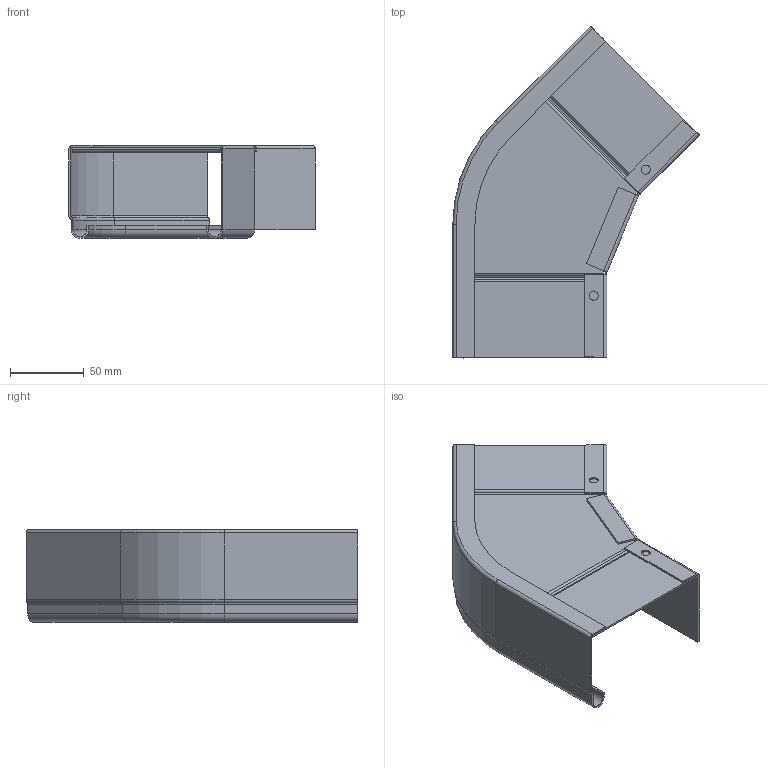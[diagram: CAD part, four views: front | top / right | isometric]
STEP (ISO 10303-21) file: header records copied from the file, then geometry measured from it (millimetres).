
FILE_DESCRIPTION (( 'STEP AP214' ), '1' );
FILE_NAME ('6041040_KSTP1.stp', '2018-05-30T06:13:10', ( '' ), ( '' ), 'SwSTEP 2.0', 'SolidWorks 2016', '' );
FILE_SCHEMA (( 'AUTOMOTIVE_DESIGN' ));
Length unit declared in the file: millimetre
Products named in the file (4): 041499_Aussenholm_610; 041099_Innenholm60; 041139_Bodenblech_100; 6041040_KSTP1
Assembly tree (3 placements, depth 2):
  6041040_KSTP1
    041139_Bodenblech_100
    041099_Innenholm60
    041499_Aussenholm_610
Bounding box: 167.13 x 225.11 x 63 mm (x, y, z)
Volume: 73520.7 mm3; surface area: 120068.3 mm2
Topology: 3 solids, 3 shells, 164 faces, 370 edges, 212 vertices
Faces by surface type: plane 98, cylinder 58, torus 8
Entity records: 4624 total; most frequent: DIRECTION 830, CARTESIAN_POINT 752, ORIENTED_EDGE 740, EDGE_CURVE 370, AXIS2_PLACEMENT_3D 290, VECTOR 250, LINE 250, VERTEX_POINT 212
